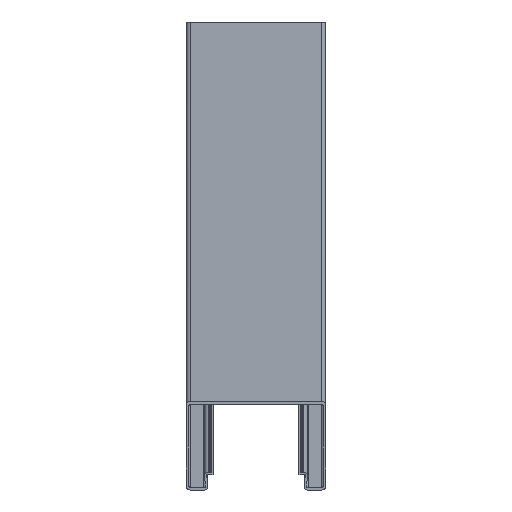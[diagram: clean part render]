
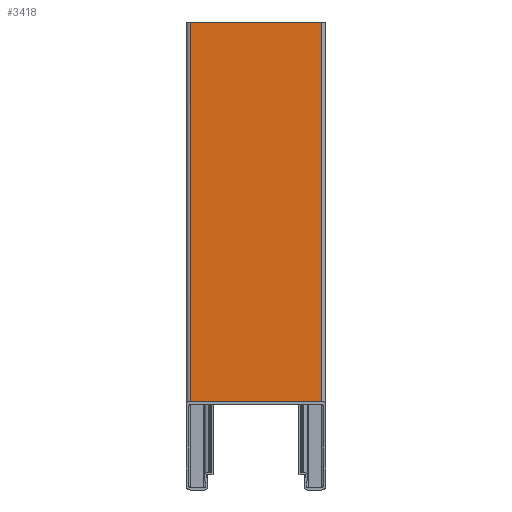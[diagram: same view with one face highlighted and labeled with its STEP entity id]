
A CAD part, left-side view. The second image highlights one B-rep face of the part: STEP entity #3418.
In plain terms, the highlighted planar face has unit normal (-1, 0, 0).
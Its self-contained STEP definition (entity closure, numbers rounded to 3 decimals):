
#128 = DIRECTION ( 'NONE',  ( 0., 0., -1. ) ) ;
#148 = FACE_OUTER_BOUND ( 'NONE', #1456, .T. ) ;
#180 = LINE ( 'NONE', #2113, #201 ) ;
#201 = VECTOR ( 'NONE', #669, 1000. ) ;
#304 = VERTEX_POINT ( 'NONE', #3362 ) ;
#324 = DIRECTION ( 'NONE',  ( 0., 1., 0. ) ) ;
#383 = VERTEX_POINT ( 'NONE', #3375 ) ;
#459 = LINE ( 'NONE', #1187, #510 ) ;
#510 = VECTOR ( 'NONE', #2226, 1000. ) ;
#527 = DIRECTION ( 'NONE',  ( 1., 0., 0. ) ) ;
#668 = EDGE_CURVE ( 'NONE', #1883, #2342, #1722, .T. ) ;
#669 = DIRECTION ( 'NONE',  ( 0., -1., 0. ) ) ;
#824 = AXIS2_PLACEMENT_3D ( 'NONE', #1578, #527, #1813 ) ;
#972 = LINE ( 'NONE', #2445, #977 ) ;
#977 = VECTOR ( 'NONE', #324, 1000. ) ;
#1026 = ORIENTED_EDGE ( 'NONE', *, *, #668, .T. ) ;
#1187 = CARTESIAN_POINT ( 'NONE',  ( 0., -52., 370. ) ) ;
#1312 = ORIENTED_EDGE ( 'NONE', *, *, #2818, .F. ) ;
#1456 = EDGE_LOOP ( 'NONE', ( #1026, #1312, #3494, #2131 ) ) ;
#1578 = CARTESIAN_POINT ( 'NONE',  ( 0., -52., 370. ) ) ;
#1722 = LINE ( 'NONE', #2491, #2044 ) ;
#1813 = DIRECTION ( 'NONE',  ( 0., 0., -1. ) ) ;
#1883 = VERTEX_POINT ( 'NONE', #3321 ) ;
#1996 = PLANE ( 'NONE',  #824 ) ;
#2044 = VECTOR ( 'NONE', #128, 1000. ) ;
#2113 = CARTESIAN_POINT ( 'NONE',  ( 0., -52., 370. ) ) ;
#2131 = ORIENTED_EDGE ( 'NONE', *, *, #3404, .F. ) ;
#2156 = CARTESIAN_POINT ( 'NONE',  ( 0., 52., 70. ) ) ;
#2226 = DIRECTION ( 'NONE',  ( 0., 0., -1. ) ) ;
#2342 = VERTEX_POINT ( 'NONE', #2156 ) ;
#2445 = CARTESIAN_POINT ( 'NONE',  ( 0., -55.001, 70. ) ) ;
#2491 = CARTESIAN_POINT ( 'NONE',  ( 0., 52., 370. ) ) ;
#2818 = EDGE_CURVE ( 'NONE', #383, #2342, #972, .T. ) ;
#3196 = EDGE_CURVE ( 'NONE', #304, #383, #459, .T. ) ;
#3321 = CARTESIAN_POINT ( 'NONE',  ( 0., 52., 370. ) ) ;
#3362 = CARTESIAN_POINT ( 'NONE',  ( 0., -52., 370. ) ) ;
#3375 = CARTESIAN_POINT ( 'NONE',  ( 0., -52., 70. ) ) ;
#3404 = EDGE_CURVE ( 'NONE', #1883, #304, #180, .T. ) ;
#3418 = ADVANCED_FACE ( 'NONE', ( #148 ), #1996, .F. ) ;
#3494 = ORIENTED_EDGE ( 'NONE', *, *, #3196, .F. ) ;
